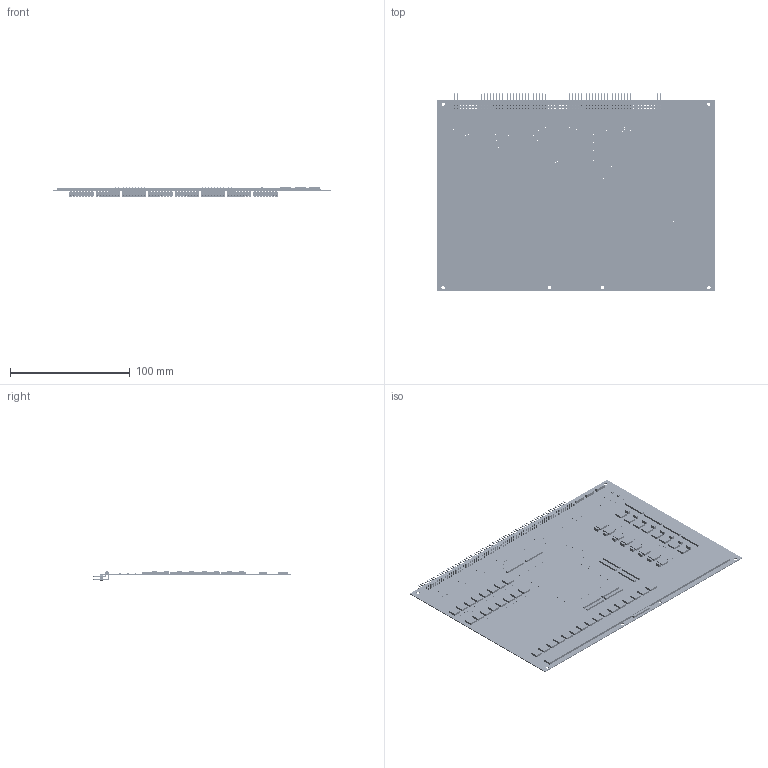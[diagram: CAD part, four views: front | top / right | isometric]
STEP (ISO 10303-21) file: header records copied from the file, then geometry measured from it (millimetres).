
FILE_DESCRIPTION(/* description */ (''),/* implementation_level */ '2;1');
FILE_NAME(/* name */ '63b1f859-df64-4fad-98d7-2ea980333a89.stp',/* time_stamp */ '2024-03-08T14:41:30Z',/* author */ (''),/* organization */ (''),/* preprocessor_version */ 'ST-DEVELOPER v20',/* originating_system */ 'Autodesk Translation Framework v12.20.1.177',/* authorisation */ '');
FILE_SCHEMA (('AUTOMOTIVE_DESIGN { 1 0 10303 214 3 1 1 }'));
Length unit declared in the file: millimetre
Products named in the file (22): 63b1f859-df64-4fad-98d7-2ea980333a89; PCB Component; Board; 2p-2.54; BU-SMB-V; 87758-2816; 87758-1616; SN74ACT244DW; 0.1uF; 6HE-160-VG64AC; 8pin; 10uF; LDL1117S33R; 1uF; 560; MF-LED-0805-RED; SN65LVDT388ADBT; 16; 4p-2.54; OutputEn; 10k; 50
Assembly tree (150 placements, depth 3):
  63b1f859-df64-4fad-98d7-2ea980333a89
    PCB Component
      Board
      2p-2.54  x16
      BU-SMB-V  x48
      87758-2816  x4
      87758-1616  x4
      SN74ACT244DW  x4
      0.1uF  x12
      6HE-160-VG64AC
      8pin  x15
      10uF
      LDL1117S33R
      1uF  x2
      560
      MF-LED-0805-RED
      SN65LVDT388ADBT  x8
      16  x8
      4p-2.54  x3
      OutputEn
      10k  x2
      50  x16
Bounding box: 233 x 165.2 x 8.52 mm (x, y, z)
Volume: 40338.1 mm3; surface area: 101654.4 mm2
Topology: 149 solids, 149 shells, 5227 faces, 12992 edges, 8320 vertices
Faces by surface type: plane 3857, cylinder 1370
Full cylindrical faces by diameter (mm): 0.305 x192, 0.35 x46, 0.889 x44, 0.9 x208, 0.914 x128, 1.016 x248, 1.4 x240, 2.9 x6
Entity records: 61684 total; most frequent: DIRECTION 10584, CARTESIAN_POINT 9505, ORIENTED_EDGE 9260, EDGE_CURVE 4630, AXIS2_PLACEMENT_3D 4123, EDGE_LOOP 3916, VERTEX_POINT 3044, LINE 2338
